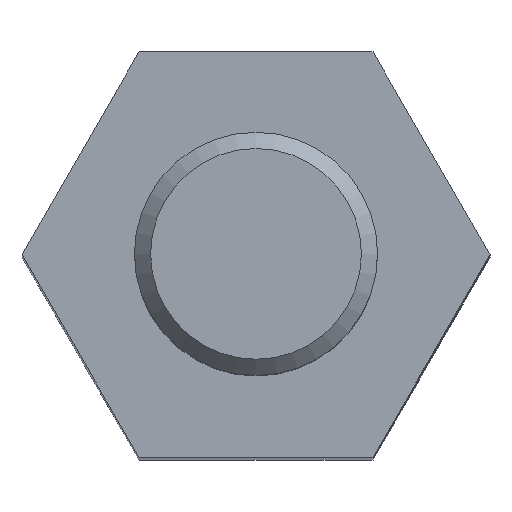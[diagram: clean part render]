
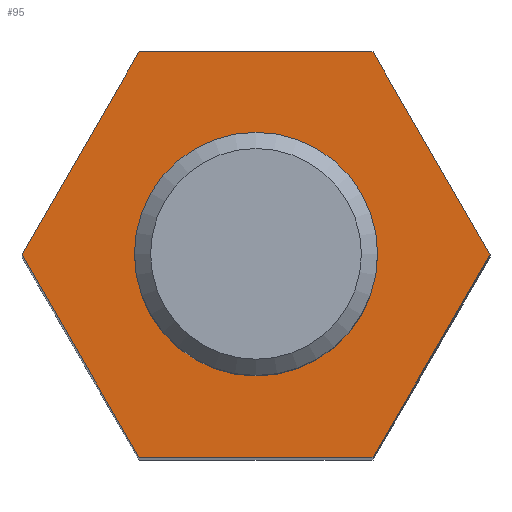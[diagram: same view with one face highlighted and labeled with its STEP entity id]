
A CAD part, top view. The second image highlights one B-rep face of the part: STEP entity #95.
In plain terms, the highlighted planar face has unit normal (0, 0, 1).
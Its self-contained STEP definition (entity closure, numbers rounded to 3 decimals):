
#95 = ADVANCED_FACE( '', ( #196, #197 ), #198, .T. );
#196 = FACE_BOUND( '', #290, .T. );
#197 = FACE_OUTER_BOUND( '', #291, .T. );
#198 = PLANE( '', #292 );
#290 = EDGE_LOOP( '', ( #461 ) );
#291 = EDGE_LOOP( '', ( #462, #463, #464, #465, #466, #467 ) );
#292 = AXIS2_PLACEMENT_3D( '', #468, #469, #470 );
#461 = ORIENTED_EDGE( '', *, *, #524, .T. );
#462 = ORIENTED_EDGE( '', *, *, #510, .T. );
#463 = ORIENTED_EDGE( '', *, *, #489, .T. );
#464 = ORIENTED_EDGE( '', *, *, #517, .T. );
#465 = ORIENTED_EDGE( '', *, *, #545, .T. );
#466 = ORIENTED_EDGE( '', *, *, #500, .T. );
#467 = ORIENTED_EDGE( '', *, *, #483, .T. );
#468 = CARTESIAN_POINT( '', ( 0., 0., 40. ) );
#469 = DIRECTION( '', ( 0., 0., 1. ) );
#470 = DIRECTION( '', ( 1., 0., 0. ) );
#483 = EDGE_CURVE( '', #553, #551, #554, .T. );
#489 = EDGE_CURVE( '', #564, #562, #565, .T. );
#500 = EDGE_CURVE( '', #579, #553, #580, .T. );
#510 = EDGE_CURVE( '', #551, #564, #594, .T. );
#517 = EDGE_CURVE( '', #562, #603, #605, .T. );
#524 = EDGE_CURVE( '', #613, #613, #614, .F. );
#545 = EDGE_CURVE( '', #603, #579, #640, .T. );
#551 = VERTEX_POINT( '', #653 );
#553 = VERTEX_POINT( '', #656 );
#554 = LINE( '', #657, #658 );
#562 = VERTEX_POINT( '', #679 );
#564 = VERTEX_POINT( '', #682 );
#565 = LINE( '', #683, #684 );
#579 = VERTEX_POINT( '', #725 );
#580 = LINE( '', #726, #727 );
#594 = LINE( '', #747, #748 );
#603 = VERTEX_POINT( '', #764 );
#605 = LINE( '', #767, #768 );
#613 = VERTEX_POINT( '', #781 );
#614 = CIRCLE( '', #782, 2.792 );
#640 = LINE( '', #822, #823 );
#653 = CARTESIAN_POINT( '', ( 2.887, 5., 40. ) );
#656 = CARTESIAN_POINT( '', ( 5.774, 0., 40. ) );
#657 = CARTESIAN_POINT( '', ( 5.774, 0., 40. ) );
#658 = VECTOR( '', #826, 1000. );
#679 = CARTESIAN_POINT( '', ( -5.774, 0., 40. ) );
#682 = CARTESIAN_POINT( '', ( -2.887, 5., 40. ) );
#683 = CARTESIAN_POINT( '', ( -2.887, 5., 40. ) );
#684 = VECTOR( '', #829, 1000. );
#725 = CARTESIAN_POINT( '', ( 2.887, -5., 40. ) );
#726 = CARTESIAN_POINT( '', ( 2.887, -5., 40. ) );
#727 = VECTOR( '', #837, 1000. );
#747 = CARTESIAN_POINT( '', ( 2.887, 5., 40. ) );
#748 = VECTOR( '', #854, 1000. );
#764 = CARTESIAN_POINT( '', ( -2.887, -5., 40. ) );
#767 = CARTESIAN_POINT( '', ( -5.774, 0., 40. ) );
#768 = VECTOR( '', #862, 1000. );
#781 = CARTESIAN_POINT( '', ( 2.792, 0., 40. ) );
#782 = AXIS2_PLACEMENT_3D( '', #866, #867, #868 );
#822 = CARTESIAN_POINT( '', ( -2.887, -5., 40. ) );
#823 = VECTOR( '', #887, 1000. );
#826 = DIRECTION( '', ( -0.5, 0.866, 0. ) );
#829 = DIRECTION( '', ( -0.5, -0.866, 0. ) );
#837 = DIRECTION( '', ( 0.5, 0.866, 0. ) );
#854 = DIRECTION( '', ( -1., 0., 0. ) );
#862 = DIRECTION( '', ( 0.5, -0.866, 0. ) );
#866 = CARTESIAN_POINT( '', ( 0., 0., 40. ) );
#867 = DIRECTION( '', ( 0., 0., 1. ) );
#868 = DIRECTION( '', ( 1., 0., 0. ) );
#887 = DIRECTION( '', ( 1., 0., 0. ) );
